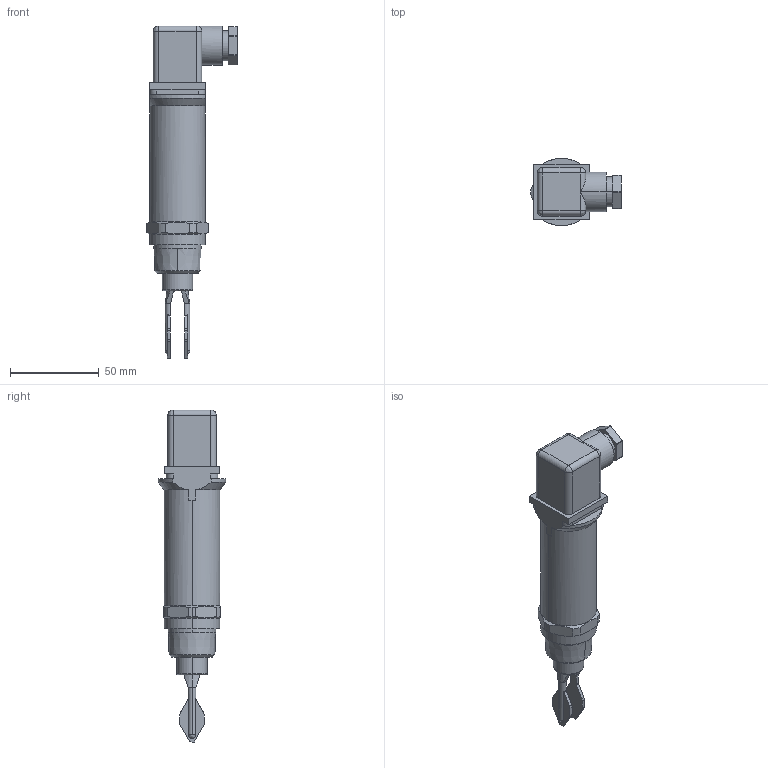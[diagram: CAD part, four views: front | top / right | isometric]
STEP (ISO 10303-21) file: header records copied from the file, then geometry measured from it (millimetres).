
FILE_DESCRIPTION (( 'STEP AP214' ), '1' );
FILE_NAME ('VFL75-150S-2D.STEP', '2019-06-11T16:57:26', ( '' ), ( '' ), 'SwSTEP 2.0', 'SolidWorks 2017', '' );
FILE_SCHEMA (( 'AUTOMOTIVE_DESIGN' ));
Length unit declared in the file: inch
Products named in the file (1): VFL75-150S-2D
Bounding box: 51.08 x 38 x 187.5 mm (x, y, z)
Volume: 116986.3 mm3; surface area: 19576.7 mm2
Topology: 1 solids, 1 shells, 155 faces, 420 edges, 268 vertices
Faces by surface type: plane 78, cylinder 56, cone 13, bspline 8
Entity records: 5495 total; most frequent: CARTESIAN_POINT 1599, ORIENTED_EDGE 828, DIRECTION 800, EDGE_CURVE 414, AXIS2_PLACEMENT_3D 293, VERTEX_POINT 268, VECTOR 214, LINE 214
